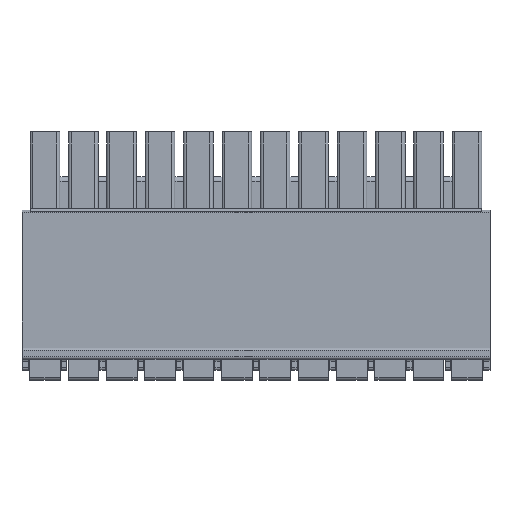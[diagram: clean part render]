
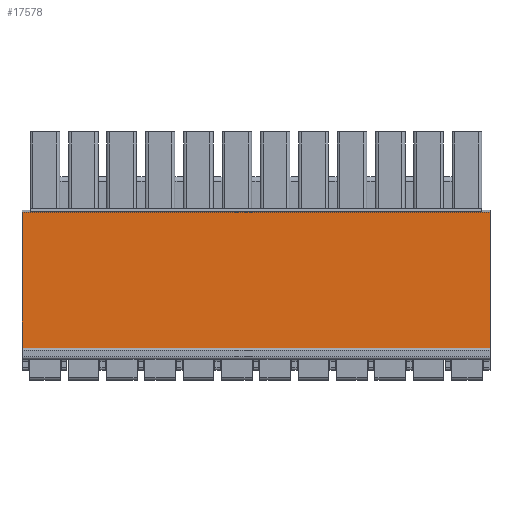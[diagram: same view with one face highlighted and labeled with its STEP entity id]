
A CAD part, front view. The second image highlights one B-rep face of the part: STEP entity #17578.
In plain terms, the highlighted planar face has unit normal (0, -1, 0.001).
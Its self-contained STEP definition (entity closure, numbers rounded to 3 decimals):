
#31=DIRECTION('',(0.,-0.001,-1.));
#32=VECTOR('',#31,12.399);
#33=CARTESIAN_POINT('',(-21.35,-6.447,-7.334));
#34=LINE('',#33,#32);
#3420=DIRECTION('',(0.,-0.001,-1.));
#3421=VECTOR('',#3420,12.399);
#3422=CARTESIAN_POINT('',(21.35,-6.447,-7.334));
#3423=LINE('',#3422,#3421);
#3460=DIRECTION('',(1.,0.,0.));
#3461=VECTOR('',#3460,42.7);
#3462=CARTESIAN_POINT('',(-21.35,-6.462,-19.733));
#3463=LINE('',#3462,#3461);
#3464=DIRECTION('',(1.,0.,0.));
#3465=VECTOR('',#3464,42.7);
#3466=CARTESIAN_POINT('',(-21.35,-6.447,-7.334));
#3467=LINE('',#3466,#3465);
#10175=CARTESIAN_POINT('',(-21.35,-6.447,-7.334));
#10177=VERTEX_POINT('',#10175);
#10187=CARTESIAN_POINT('',(21.35,-6.447,-7.334));
#10189=VERTEX_POINT('',#10187);
#10249=CARTESIAN_POINT('',(-21.35,-6.462,-19.733));
#10250=CARTESIAN_POINT('',(21.35,-6.462,-19.733));
#10251=VERTEX_POINT('',#10249);
#10252=VERTEX_POINT('',#10250);
#17566=CARTESIAN_POINT('',(-21.35,-6.447,-7.135));
#17567=DIRECTION('',(0.,-1.,0.001));
#17568=DIRECTION('',(0.,-0.001,-1.));
#17569=AXIS2_PLACEMENT_3D('',#17566,#17567,#17568);
#17570=PLANE('',#17569);
#17571=ORIENTED_EDGE('',*,*,#17560,.F.);
#17572=ORIENTED_EDGE('',*,*,#13298,.F.);
#17574=ORIENTED_EDGE('',*,*,#17573,.T.);
#17575=ORIENTED_EDGE('',*,*,#17497,.T.);
#17576=EDGE_LOOP('',(#17571,#17572,#17574,#17575));
#17577=FACE_OUTER_BOUND('',#17576,.F.);
#13298=EDGE_CURVE('',#10177,#10251,#34,.T.);
#17497=EDGE_CURVE('',#10189,#10252,#3423,.T.);
#17560=EDGE_CURVE('',#10251,#10252,#3463,.T.);
#17573=EDGE_CURVE('',#10177,#10189,#3467,.T.);
#17578=ADVANCED_FACE('',(#17577),#17570,.T.);
